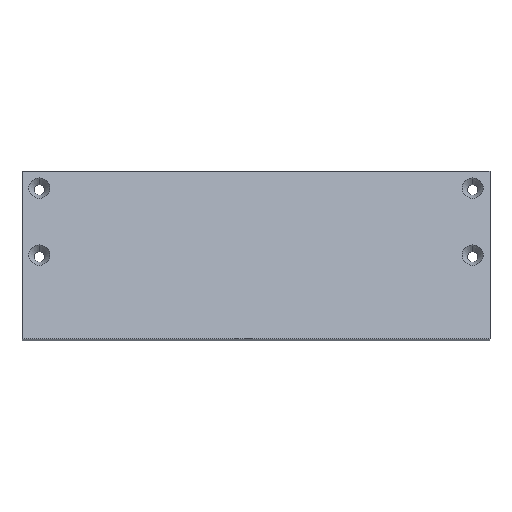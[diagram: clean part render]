
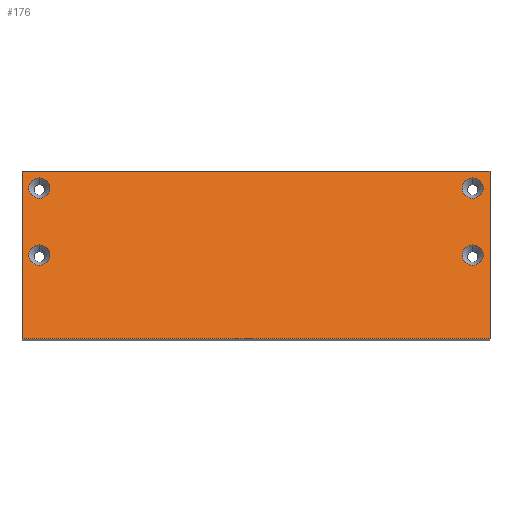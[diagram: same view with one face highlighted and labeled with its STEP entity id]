
A CAD part, top view. The second image highlights one B-rep face of the part: STEP entity #176.
In plain terms, the highlighted planar face has unit normal (0, 0.259, 0.966).
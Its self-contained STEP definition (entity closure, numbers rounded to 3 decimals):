
#1 = CARTESIAN_POINT ( 'NONE',  ( -104.005, 221.667, 159.771 ) ) ;
#2 = VERTEX_POINT ( 'NONE', #208 ) ;
#4 = CARTESIAN_POINT ( 'NONE',  ( -109.005, 175.254, 172.207 ) ) ;
#16 = CARTESIAN_POINT ( 'NONE',  ( 20.995, 221.667, 159.771 ) ) ;
#29 = FACE_BOUND ( 'NONE', #408, .T. ) ;
#42 = VECTOR ( 'NONE', #436, 1000. ) ;
#48 = LINE ( 'NONE', #209, #59 ) ;
#50 = CARTESIAN_POINT ( 'NONE',  ( -109.005, 223.55, 159.266 ) ) ;
#52 = DIRECTION ( 'NONE',  ( 0., -0.259, -0.966 ) ) ;
#53 = CARTESIAN_POINT ( 'NONE',  ( -104.005, 199.402, 165.737 ) ) ;
#55 = DIRECTION ( 'NONE',  ( 0., -0.259, -0.966 ) ) ;
#59 = VECTOR ( 'NONE', #172, 1000. ) ;
#69 = VERTEX_POINT ( 'NONE', #1 ) ;
#70 = LINE ( 'NONE', #117, #42 ) ;
#74 = VERTEX_POINT ( 'NONE', #288 ) ;
#76 = EDGE_CURVE ( 'NONE', #74, #2, #292, .T. ) ;
#77 = ORIENTED_EDGE ( 'NONE', *, *, #263, .T. ) ;
#78 = DIRECTION ( 'NONE',  ( 0., -0.259, -0.966 ) ) ;
#93 = DIRECTION ( 'NONE',  ( 0., 0.966, -0.259 ) ) ;
#99 = DIRECTION ( 'NONE',  ( 0., -0.259, -0.966 ) ) ;
#106 = AXIS2_PLACEMENT_3D ( 'NONE', #53, #254, #210 ) ;
#111 = ORIENTED_EDGE ( 'NONE', *, *, #249, .T. ) ;
#112 = DIRECTION ( 'NONE',  ( 0., -0.259, -0.966 ) ) ;
#113 = ORIENTED_EDGE ( 'NONE', *, *, #76, .T. ) ;
#117 = CARTESIAN_POINT ( 'NONE',  ( -109.005, 223.55, 159.266 ) ) ;
#119 = ORIENTED_EDGE ( 'NONE', *, *, #211, .T. ) ;
#127 = VERTEX_POINT ( 'NONE', #403 ) ;
#129 = CIRCLE ( 'NONE', #150, 3.05 ) ;
#132 = CARTESIAN_POINT ( 'NONE',  ( 20.995, 218.72, 160.56 ) ) ;
#134 = EDGE_CURVE ( 'NONE', #276, #236, #382, .T. ) ;
#135 = DIRECTION ( 'NONE',  ( 0., 0.966, -0.259 ) ) ;
#140 = CARTESIAN_POINT ( 'NONE',  ( 25.995, 223.55, 159.266 ) ) ;
#150 = AXIS2_PLACEMENT_3D ( 'NONE', #155, #78, #415 ) ;
#152 = VERTEX_POINT ( 'NONE', #196 ) ;
#154 = ORIENTED_EDGE ( 'NONE', *, *, #326, .T. ) ;
#155 = CARTESIAN_POINT ( 'NONE',  ( -104.005, 218.72, 160.56 ) ) ;
#168 = DIRECTION ( 'NONE',  ( 0., 0.966, -0.259 ) ) ;
#172 = DIRECTION ( 'NONE',  ( 0., 0.966, -0.259 ) ) ;
#174 = AXIS2_PLACEMENT_3D ( 'NONE', #484, #372, #237 ) ;
#176 = ADVANCED_FACE ( 'NONE', ( #29, #487, #444, #186, #354 ), #361, .T. ) ;
#178 = AXIS2_PLACEMENT_3D ( 'NONE', #507, #55, #383 ) ;
#186 = FACE_BOUND ( 'NONE', #310, .T. ) ;
#196 = CARTESIAN_POINT ( 'NONE',  ( -109.005, 223.55, 159.266 ) ) ;
#206 = CARTESIAN_POINT ( 'NONE',  ( -104.005, 215.774, 161.35 ) ) ;
#208 = CARTESIAN_POINT ( 'NONE',  ( 25.995, 175.254, 172.207 ) ) ;
#209 = CARTESIAN_POINT ( 'NONE',  ( 25.995, 223.55, 159.266 ) ) ;
#210 = DIRECTION ( 'NONE',  ( 0., 0.966, -0.259 ) ) ;
#211 = EDGE_CURVE ( 'NONE', #236, #276, #511, .T. ) ;
#212 = DIRECTION ( 'NONE',  ( 0., 0.966, -0.259 ) ) ;
#214 = AXIS2_PLACEMENT_3D ( 'NONE', #462, #52, #135 ) ;
#217 = EDGE_CURVE ( 'NONE', #152, #74, #70, .T. ) ;
#221 = DIRECTION ( 'NONE',  ( -1., 0., 0. ) ) ;
#226 = CIRCLE ( 'NONE', #357, 3.05 ) ;
#231 = ORIENTED_EDGE ( 'NONE', *, *, #469, .T. ) ;
#236 = VERTEX_POINT ( 'NONE', #523 ) ;
#237 = DIRECTION ( 'NONE',  ( 0., -0.966, 0.259 ) ) ;
#241 = VERTEX_POINT ( 'NONE', #311 ) ;
#249 = EDGE_CURVE ( 'NONE', #521, #69, #129, .T. ) ;
#253 = CARTESIAN_POINT ( 'NONE',  ( -104.005, 199.402, 165.737 ) ) ;
#254 = DIRECTION ( 'NONE',  ( 0., -0.259, -0.966 ) ) ;
#257 = EDGE_CURVE ( 'NONE', #2, #437, #48, .T. ) ;
#263 = EDGE_CURVE ( 'NONE', #69, #521, #410, .T. ) ;
#271 = VERTEX_POINT ( 'NONE', #465 ) ;
#276 = VERTEX_POINT ( 'NONE', #16 ) ;
#281 = ORIENTED_EDGE ( 'NONE', *, *, #257, .T. ) ;
#283 = ORIENTED_EDGE ( 'NONE', *, *, #134, .T. ) ;
#288 = CARTESIAN_POINT ( 'NONE',  ( -109.005, 175.254, 172.207 ) ) ;
#291 = CIRCLE ( 'NONE', #476, 3.05 ) ;
#292 = LINE ( 'NONE', #4, #433 ) ;
#310 = EDGE_LOOP ( 'NONE', ( #77, #111 ) ) ;
#311 = CARTESIAN_POINT ( 'NONE',  ( 20.995, 202.348, 164.947 ) ) ;
#320 = DIRECTION ( 'NONE',  ( 0., -0.259, -0.966 ) ) ;
#326 = EDGE_CURVE ( 'NONE', #437, #152, #425, .T. ) ;
#331 = DIRECTION ( 'NONE',  ( 0., 0.966, -0.259 ) ) ;
#339 = AXIS2_PLACEMENT_3D ( 'NONE', #132, #112, #93 ) ;
#342 = AXIS2_PLACEMENT_3D ( 'NONE', #527, #320, #331 ) ;
#353 = EDGE_LOOP ( 'NONE', ( #500, #113, #281, #154 ) ) ;
#354 = FACE_OUTER_BOUND ( 'NONE', #353, .T. ) ;
#355 = VECTOR ( 'NONE', #221, 1000. ) ;
#357 = AXIS2_PLACEMENT_3D ( 'NONE', #253, #99, #212 ) ;
#361 = PLANE ( 'NONE',  #174 ) ;
#364 = EDGE_CURVE ( 'NONE', #241, #405, #402, .T. ) ;
#372 = DIRECTION ( 'NONE',  ( 0., 0.259, 0.966 ) ) ;
#379 = DIRECTION ( 'NONE',  ( 0., -0.259, -0.966 ) ) ;
#382 = CIRCLE ( 'NONE', #339, 3.05 ) ;
#383 = DIRECTION ( 'NONE',  ( 0., 0.966, -0.259 ) ) ;
#397 = EDGE_CURVE ( 'NONE', #271, #127, #226, .T. ) ;
#402 = CIRCLE ( 'NONE', #214, 3.05 ) ;
#403 = CARTESIAN_POINT ( 'NONE',  ( -104.005, 202.348, 164.947 ) ) ;
#405 = VERTEX_POINT ( 'NONE', #422 ) ;
#408 = EDGE_LOOP ( 'NONE', ( #457, #519 ) ) ;
#410 = CIRCLE ( 'NONE', #178, 3.05 ) ;
#412 = EDGE_LOOP ( 'NONE', ( #492, #231 ) ) ;
#415 = DIRECTION ( 'NONE',  ( 0., 0.966, -0.259 ) ) ;
#422 = CARTESIAN_POINT ( 'NONE',  ( 20.995, 196.456, 166.526 ) ) ;
#425 = LINE ( 'NONE', #50, #355 ) ;
#433 = VECTOR ( 'NONE', #461, 1000. ) ;
#436 = DIRECTION ( 'NONE',  ( 0., -0.966, 0.259 ) ) ;
#437 = VERTEX_POINT ( 'NONE', #140 ) ;
#440 = EDGE_CURVE ( 'NONE', #127, #271, #525, .T. ) ;
#444 = FACE_BOUND ( 'NONE', #412, .T. ) ;
#457 = ORIENTED_EDGE ( 'NONE', *, *, #440, .T. ) ;
#461 = DIRECTION ( 'NONE',  ( 1., 0., 0. ) ) ;
#462 = CARTESIAN_POINT ( 'NONE',  ( 20.995, 199.402, 165.737 ) ) ;
#465 = CARTESIAN_POINT ( 'NONE',  ( -104.005, 196.456, 166.526 ) ) ;
#468 = CARTESIAN_POINT ( 'NONE',  ( 20.995, 199.402, 165.737 ) ) ;
#469 = EDGE_CURVE ( 'NONE', #405, #241, #291, .T. ) ;
#476 = AXIS2_PLACEMENT_3D ( 'NONE', #468, #379, #168 ) ;
#484 = CARTESIAN_POINT ( 'NONE',  ( 0., 54.792, 204.485 ) ) ;
#487 = FACE_BOUND ( 'NONE', #526, .T. ) ;
#492 = ORIENTED_EDGE ( 'NONE', *, *, #364, .T. ) ;
#500 = ORIENTED_EDGE ( 'NONE', *, *, #217, .T. ) ;
#507 = CARTESIAN_POINT ( 'NONE',  ( -104.005, 218.72, 160.56 ) ) ;
#511 = CIRCLE ( 'NONE', #342, 3.05 ) ;
#519 = ORIENTED_EDGE ( 'NONE', *, *, #397, .T. ) ;
#521 = VERTEX_POINT ( 'NONE', #206 ) ;
#523 = CARTESIAN_POINT ( 'NONE',  ( 20.995, 215.774, 161.35 ) ) ;
#525 = CIRCLE ( 'NONE', #106, 3.05 ) ;
#526 = EDGE_LOOP ( 'NONE', ( #283, #119 ) ) ;
#527 = CARTESIAN_POINT ( 'NONE',  ( 20.995, 218.72, 160.56 ) ) ;
